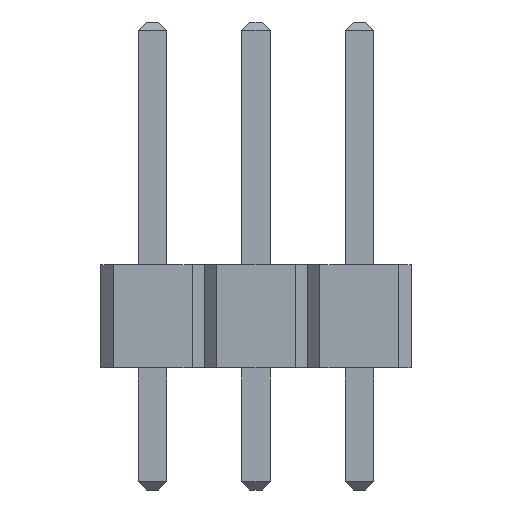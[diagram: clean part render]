
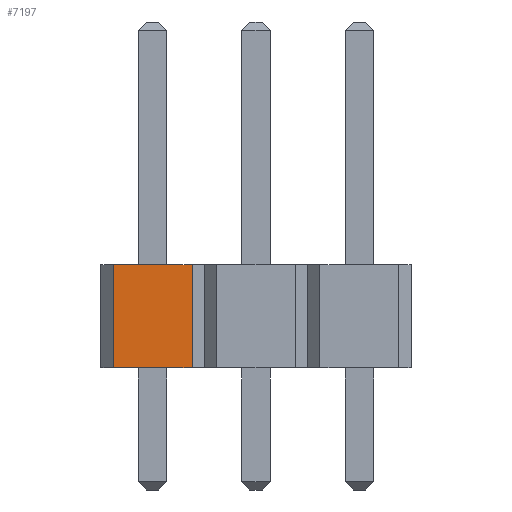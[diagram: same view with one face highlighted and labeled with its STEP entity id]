
A CAD part, front view. The second image highlights one B-rep face of the part: STEP entity #7197.
In plain terms, the highlighted planar face has unit normal (0, -1, 0).
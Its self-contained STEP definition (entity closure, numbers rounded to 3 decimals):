
#6647 = VERTEX_POINT('',#6648);
#6648 = CARTESIAN_POINT('',(-0.97,-31.75,0.));
#6654 = EDGE_CURVE('',#6655,#6647,#6657,.T.);
#6655 = VERTEX_POINT('',#6656);
#6656 = CARTESIAN_POINT('',(0.97,-31.75,0.));
#6657 = LINE('',#6658,#6659);
#6658 = CARTESIAN_POINT('',(1.27,-31.75,0.));
#6659 = VECTOR('',#6660,1.);
#6660 = DIRECTION('',(-1.,0.,0.));
#6869 = VERTEX_POINT('',#6870);
#6870 = CARTESIAN_POINT('',(-0.97,-31.75,2.54));
#6876 = EDGE_CURVE('',#6877,#6869,#6879,.T.);
#6877 = VERTEX_POINT('',#6878);
#6878 = CARTESIAN_POINT('',(0.97,-31.75,2.54));
#6879 = LINE('',#6880,#6881);
#6880 = CARTESIAN_POINT('',(1.27,-31.75,2.54));
#6881 = VECTOR('',#6882,1.);
#6882 = DIRECTION('',(-1.,0.,0.));
#7187 = EDGE_CURVE('',#6655,#6877,#7188,.T.);
#7188 = LINE('',#7189,#7190);
#7189 = CARTESIAN_POINT('',(0.97,-31.75,0.));
#7190 = VECTOR('',#7191,1.);
#7191 = DIRECTION('',(0.,0.,1.));
#7197 = ADVANCED_FACE('',(#7198),#7209,.T.);
#7198 = FACE_BOUND('',#7199,.T.);
#7199 = EDGE_LOOP('',(#7200,#7201,#7202,#7203));
#7200 = ORIENTED_EDGE('',*,*,#6654,.F.);
#7201 = ORIENTED_EDGE('',*,*,#7187,.T.);
#7202 = ORIENTED_EDGE('',*,*,#6876,.T.);
#7203 = ORIENTED_EDGE('',*,*,#7204,.F.);
#7204 = EDGE_CURVE('',#6647,#6869,#7205,.T.);
#7205 = LINE('',#7206,#7207);
#7206 = CARTESIAN_POINT('',(-0.97,-31.75,0.));
#7207 = VECTOR('',#7208,1.);
#7208 = DIRECTION('',(0.,0.,1.));
#7209 = PLANE('',#7210);
#7210 = AXIS2_PLACEMENT_3D('',#7211,#7212,#7213);
#7211 = CARTESIAN_POINT('',(1.27,-31.75,0.));
#7212 = DIRECTION('',(0.,-1.,0.));
#7213 = DIRECTION('',(-1.,0.,0.));
